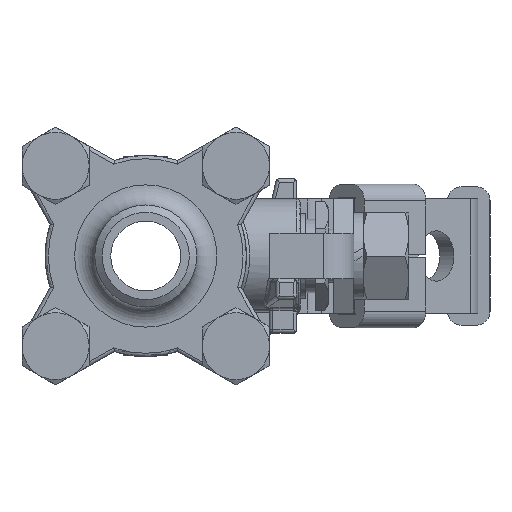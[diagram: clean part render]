
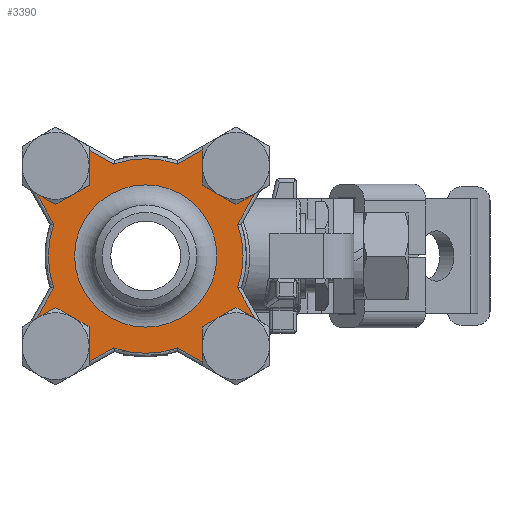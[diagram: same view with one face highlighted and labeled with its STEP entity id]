
A CAD part, front view. The second image highlights one B-rep face of the part: STEP entity #3390.
In plain terms, the highlighted face is planar.
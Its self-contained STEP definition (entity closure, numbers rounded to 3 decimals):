
#3390=ADVANCED_FACE('',(#6871,#6872,#6873,#6874,#6875,#6876),#6877,.T.);
#6871=FACE_OUTER_BOUND('',#15507,.T.);
#6872=FACE_BOUND('',#15508,.T.);
#6873=FACE_BOUND('',#15509,.T.);
#6874=FACE_BOUND('',#15510,.T.);
#6875=FACE_BOUND('',#15511,.T.);
#6876=FACE_BOUND('',#15512,.T.);
#6877=PLANE('',#15513);
#15507=EDGE_LOOP('',(#24288,#24289,#24290,#24291,#24292,#24293,#24294,#24295,#24296,#24297,#24298,#24299,#24300,#24301,#24302,#24303));
#15508=EDGE_LOOP('',(#24304));
#15509=EDGE_LOOP('',(#24305));
#15510=EDGE_LOOP('',(#24306));
#15511=EDGE_LOOP('',(#24307));
#15512=EDGE_LOOP('',(#24308));
#15513=AXIS2_PLACEMENT_3D('',#24309,#24310,#24311);
#24288=ORIENTED_EDGE('',*,*,#30567,.T.);
#24289=ORIENTED_EDGE('',*,*,#30631,.F.);
#24290=ORIENTED_EDGE('',*,*,#30592,.T.);
#24291=ORIENTED_EDGE('',*,*,#30623,.F.);
#24292=ORIENTED_EDGE('',*,*,#30618,.F.);
#24293=ORIENTED_EDGE('',*,*,#30621,.F.);
#24294=ORIENTED_EDGE('',*,*,#30505,.F.);
#24295=ORIENTED_EDGE('',*,*,#30641,.F.);
#24296=ORIENTED_EDGE('',*,*,#30628,.F.);
#24297=ORIENTED_EDGE('',*,*,#30492,.F.);
#24298=ORIENTED_EDGE('',*,*,#30642,.F.);
#24299=ORIENTED_EDGE('',*,*,#30509,.F.);
#24300=ORIENTED_EDGE('',*,*,#30483,.F.);
#24301=ORIENTED_EDGE('',*,*,#30643,.F.);
#24302=ORIENTED_EDGE('',*,*,#30569,.F.);
#24303=ORIENTED_EDGE('',*,*,#30561,.F.);
#24304=ORIENTED_EDGE('',*,*,#30644,.T.);
#24305=ORIENTED_EDGE('',*,*,#30635,.T.);
#24306=ORIENTED_EDGE('',*,*,#30633,.T.);
#24307=ORIENTED_EDGE('',*,*,#30514,.T.);
#24308=ORIENTED_EDGE('',*,*,#30574,.F.);
#24309=CARTESIAN_POINT('',(0.0,0.0,8.0));
#24310=DIRECTION('',(0.0,0.0,1.0));
#24311=DIRECTION('',(1.0,0.0,0.0));
#30483=EDGE_CURVE('',#36157,#36159,#36160,.T.);
#30492=EDGE_CURVE('',#36172,#36174,#36175,.T.);
#30505=EDGE_CURVE('',#36195,#36197,#36198,.T.);
#30509=EDGE_CURVE('',#36159,#36203,#36204,.T.);
#30514=EDGE_CURVE('',#36211,#36211,#36212,.T.);
#30561=EDGE_CURVE('',#36284,#36286,#36287,.T.);
#30567=EDGE_CURVE('',#36284,#36293,#36295,.T.);
#30569=EDGE_CURVE('',#36286,#36297,#36298,.T.);
#30574=EDGE_CURVE('',#36304,#36304,#36305,.T.);
#30592=EDGE_CURVE('',#36330,#36328,#36331,.T.);
#30618=EDGE_CURVE('',#36359,#36361,#36362,.T.);
#30621=EDGE_CURVE('',#36197,#36359,#36365,.T.);
#30623=EDGE_CURVE('',#36361,#36328,#36367,.T.);
#30628=EDGE_CURVE('',#36174,#36372,#36373,.T.);
#30631=EDGE_CURVE('',#36330,#36293,#36376,.T.);
#30633=EDGE_CURVE('',#36378,#36378,#36379,.T.);
#30635=EDGE_CURVE('',#36381,#36381,#36382,.T.);
#30641=EDGE_CURVE('',#36372,#36195,#36388,.T.);
#30642=EDGE_CURVE('',#36203,#36172,#36389,.T.);
#30643=EDGE_CURVE('',#36297,#36157,#36390,.T.);
#30644=EDGE_CURVE('',#36391,#36391,#36392,.T.);
#36157=VERTEX_POINT('',#46046);
#36159=VERTEX_POINT('',#46061);
#36160=LINE('',#46062,#46063);
#36172=VERTEX_POINT('',#46078);
#36174=VERTEX_POINT('',#46093);
#36175=CIRCLE('',#46094,14.5);
#36195=VERTEX_POINT('',#46129);
#36197=VERTEX_POINT('',#46131);
#36198=LINE('',#46132,#46133);
#36203=VERTEX_POINT('',#46152);
#36204=CIRCLE('',#46153,4.5);
#36211=VERTEX_POINT('',#46160);
#36212=CIRCLE('',#46161,3.1);
#36284=VERTEX_POINT('',#46334);
#36286=VERTEX_POINT('',#46336);
#36287=CIRCLE('',#46337,4.5);
#36293=VERTEX_POINT('',#46344);
#36295=LINE('',#46359,#46360);
#36297=VERTEX_POINT('',#46362);
#36298=LINE('',#46363,#46364);
#36304=VERTEX_POINT('',#46384);
#36305=CIRCLE('',#46385,10.6);
#36328=VERTEX_POINT('',#46412);
#36330=VERTEX_POINT('',#46414);
#36331=LINE('',#46415,#46416);
#36359=VERTEX_POINT('',#46466);
#36361=VERTEX_POINT('',#46481);
#36362=LINE('',#46482,#46483);
#36365=CIRCLE('',#46486,14.5);
#36367=CIRCLE('',#46488,4.5);
#36372=VERTEX_POINT('',#46494);
#36373=LINE('',#46495,#46496);
#36376=CIRCLE('',#46499,14.5);
#36378=VERTEX_POINT('',#46501);
#36379=CIRCLE('',#46502,3.1);
#36381=VERTEX_POINT('',#46504);
#36382=CIRCLE('',#46505,3.1);
#36388=CIRCLE('',#46512,4.5);
#36389=LINE('',#46513,#46514);
#36390=CIRCLE('',#46515,14.5);
#36391=VERTEX_POINT('',#46516);
#36392=CIRCLE('',#46517,3.1);
#46046=CARTESIAN_POINT('',(6.328,-13.046,8.0));
#46061=CARTESIAN_POINT('',(4.335,-20.207,8.0));
#46062=CARTESIAN_POINT('',(7.273,-9.653,8.0));
#46063=VECTOR('',#52642,1.0);
#46078=CARTESIAN_POINT('',(-6.328,-13.046,8.0));
#46093=CARTESIAN_POINT('',(-13.046,-6.328,8.0));
#46094=AXIS2_PLACEMENT_3D('',#52652,#52653,#52654);
#46129=CARTESIAN_POINT('',(-20.207,4.335,8.0));
#46131=CARTESIAN_POINT('',(-13.046,6.328,8.0));
#46132=CARTESIAN_POINT('',(-9.653,7.273,8.0));
#46133=VECTOR('',#52675,1.0);
#46152=CARTESIAN_POINT('',(-4.335,-20.207,8.0));
#46153=AXIS2_PLACEMENT_3D('',#52677,#52678,#52679);
#46160=CARTESIAN_POINT('',(0.,22.1,8.0));
#46161=AXIS2_PLACEMENT_3D('',#52689,#52690,#52691);
#46334=CARTESIAN_POINT('',(20.207,4.335,8.0));
#46336=CARTESIAN_POINT('',(20.207,-4.335,8.0));
#46337=AXIS2_PLACEMENT_3D('',#52754,#52755,#52756);
#46344=CARTESIAN_POINT('',(13.046,6.328,8.0));
#46359=CARTESIAN_POINT('',(9.653,7.273,8.0));
#46360=VECTOR('',#52764,1.0);
#46362=CARTESIAN_POINT('',(13.046,-6.328,8.0));
#46363=CARTESIAN_POINT('',(9.653,-7.273,8.0));
#46364=VECTOR('',#52765,1.0);
#46384=CARTESIAN_POINT('',(7.495,7.495,8.0));
#46385=AXIS2_PLACEMENT_3D('',#52770,#52771,#52772);
#46412=CARTESIAN_POINT('',(4.335,20.207,8.0));
#46414=CARTESIAN_POINT('',(6.328,13.046,8.0));
#46415=CARTESIAN_POINT('',(7.273,9.653,8.0));
#46416=VECTOR('',#52798,1.0);
#46466=CARTESIAN_POINT('',(-6.328,13.046,8.0));
#46481=CARTESIAN_POINT('',(-4.335,20.207,8.0));
#46482=CARTESIAN_POINT('',(-7.273,9.653,8.0));
#46483=VECTOR('',#52820,1.0);
#46486=AXIS2_PLACEMENT_3D('',#52824,#52825,#52826);
#46488=AXIS2_PLACEMENT_3D('',#52827,#52828,#52829);
#46494=CARTESIAN_POINT('',(-20.207,-4.335,8.0));
#46495=CARTESIAN_POINT('',(-9.653,-7.273,8.0));
#46496=VECTOR('',#52834,1.0);
#46499=AXIS2_PLACEMENT_3D('',#52838,#52839,#52840);
#46501=CARTESIAN_POINT('',(-22.1,0.0,8.0));
#46502=AXIS2_PLACEMENT_3D('',#52841,#52842,#52843);
#46504=CARTESIAN_POINT('',(0.0,-22.1,8.0));
#46505=AXIS2_PLACEMENT_3D('',#52844,#52845,#52846);
#46512=AXIS2_PLACEMENT_3D('',#52851,#52852,#52853);
#46513=CARTESIAN_POINT('',(-7.273,-9.653,8.0));
#46514=VECTOR('',#52854,1.0);
#46515=AXIS2_PLACEMENT_3D('',#52855,#52856,#52857);
#46516=CARTESIAN_POINT('',(22.1,0.0,8.0));
#46517=AXIS2_PLACEMENT_3D('',#52858,#52859,#52860);
#52642=DIRECTION('',(-0.268,-0.963,0.0));
#52652=CARTESIAN_POINT('',(0.0,0.0,8.0));
#52653=DIRECTION('',(-0.0,0.0,-1.0));
#52654=DIRECTION('',(-0.707,-0.707,0.0));
#52675=DIRECTION('',(0.963,0.268,0.0));
#52677=CARTESIAN_POINT('',(0.,-19.0,8.0));
#52678=DIRECTION('',(0.0,0.0,-1.0));
#52679=DIRECTION('',(0.,-1.0,0.0));
#52689=CARTESIAN_POINT('',(0.,19.0,8.0));
#52690=DIRECTION('',(0.,0.,-1.0));
#52691=DIRECTION('',(0.,-1.0,0.));
#52754=CARTESIAN_POINT('',(19.0,0.0,8.0));
#52755=DIRECTION('',(0.0,0.0,-1.0));
#52756=DIRECTION('',(1.0,0.0,0.0));
#52764=DIRECTION('',(-0.963,0.268,0.0));
#52765=DIRECTION('',(-0.963,-0.268,0.0));
#52770=CARTESIAN_POINT('',(0.,0.,8.0));
#52771=DIRECTION('',(0.0,0.0,1.0));
#52772=DIRECTION('',(-0.707,-0.707,0.0));
#52798=DIRECTION('',(-0.268,0.963,0.0));
#52820=DIRECTION('',(0.268,0.963,0.0));
#52824=CARTESIAN_POINT('',(0.0,0.0,8.0));
#52825=DIRECTION('',(0.0,0.0,-1.0));
#52826=DIRECTION('',(-0.707,0.707,0.0));
#52827=CARTESIAN_POINT('',(0.,19.0,8.0));
#52828=DIRECTION('',(0.0,0.0,-1.0));
#52829=DIRECTION('',(0.,1.0,0.0));
#52834=DIRECTION('',(-0.963,0.268,0.0));
#52838=CARTESIAN_POINT('',(0.0,0.0,8.0));
#52839=DIRECTION('',(0.0,0.0,-1.0));
#52840=DIRECTION('',(0.707,0.707,0.0));
#52841=CARTESIAN_POINT('',(-19.0,0.0,8.0));
#52842=DIRECTION('',(0.,0.,-1.0));
#52843=DIRECTION('',(1.0,0.,0.));
#52844=CARTESIAN_POINT('',(0.0,-19.0,8.0));
#52845=DIRECTION('',(0.,0.,-1.0));
#52846=DIRECTION('',(0.,1.0,0.));
#52851=CARTESIAN_POINT('',(-19.0,0.,8.0));
#52852=DIRECTION('',(-0.0,0.0,-1.0));
#52853=DIRECTION('',(-1.0,0.,0.0));
#52854=DIRECTION('',(-0.268,0.963,0.0));
#52855=CARTESIAN_POINT('',(0.0,0.0,8.0));
#52856=DIRECTION('',(0.0,0.0,-1.0));
#52857=DIRECTION('',(0.707,-0.707,0.0));
#52858=CARTESIAN_POINT('',(19.0,0.0,8.0));
#52859=DIRECTION('',(0.,0.0,-1.0));
#52860=DIRECTION('',(-1.0,0.0,0.));
